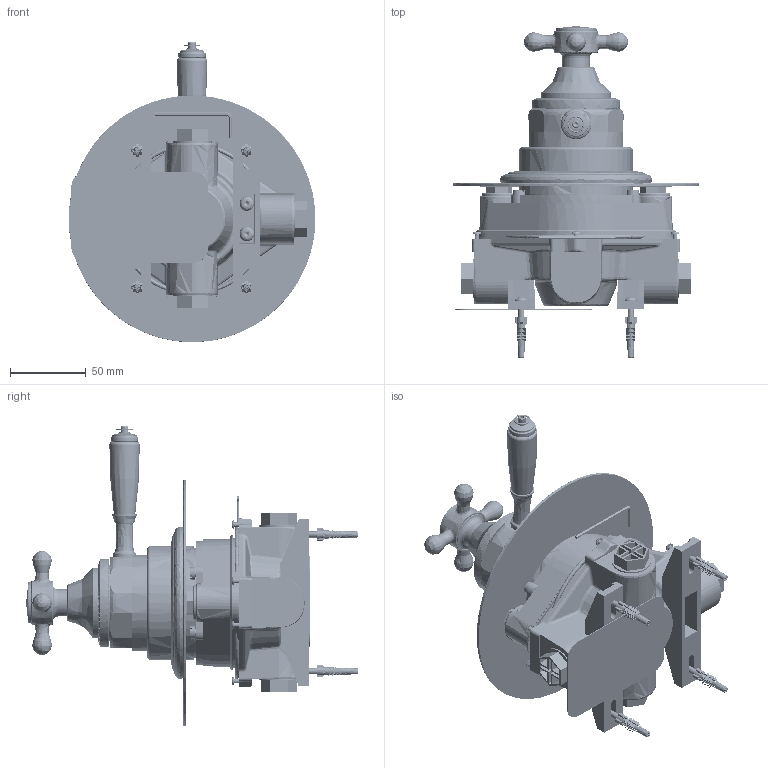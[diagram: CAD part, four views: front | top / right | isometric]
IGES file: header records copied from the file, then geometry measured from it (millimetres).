
Global section: file name: V261-TC TM TW TGBC; native system: Autodesk Inventor 2018; preprocessor: unknown; author: adaniels; date: 20171205.115757; units: millimetre
Bounding box: 162.18 x 218.35 x 197.65 mm (x, y, z)
Volume: 565388.3 mm3; surface area: 302108.8 mm2
Topology: 98 solids, 98 shells, 3005 faces, 8208 edges, 5522 vertices
Faces by surface type: bspline 3005
